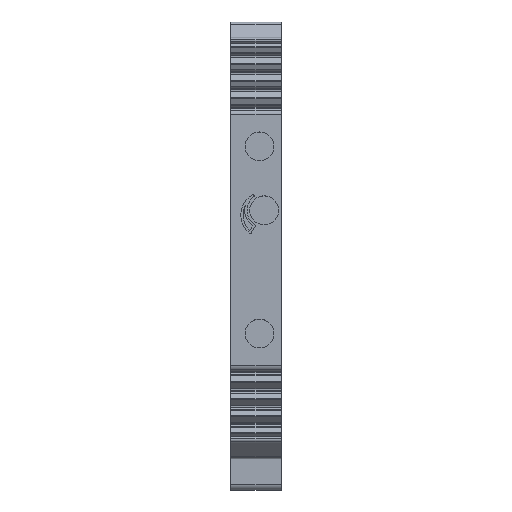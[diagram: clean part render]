
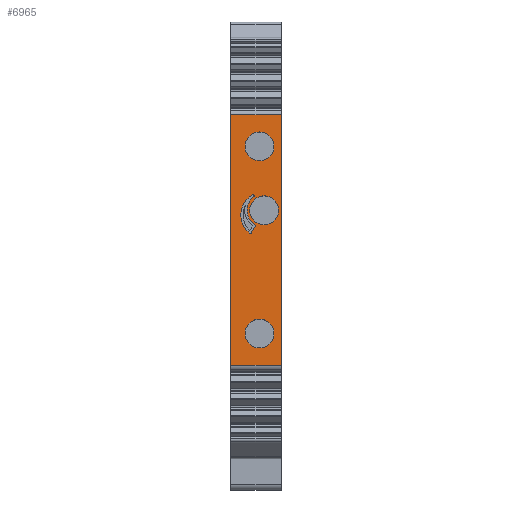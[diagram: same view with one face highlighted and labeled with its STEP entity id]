
A CAD part, top view. The second image highlights one B-rep face of the part: STEP entity #6965.
In plain terms, the highlighted planar face has unit normal (0, 0, 1).
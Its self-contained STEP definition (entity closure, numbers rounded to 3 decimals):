
#6848=AXIS2_PLACEMENT_3D('Plane Axis2P3D',#6845,#6846,#6847) ;
#6863=AXIS2_PLACEMENT_3D('Circle Axis2P3D',#6861,#6862,$) ;
#6872=AXIS2_PLACEMENT_3D('Circle Axis2P3D',#6870,#6871,$) ;
#6881=AXIS2_PLACEMENT_3D('Circle Axis2P3D',#6879,#6880,$) ;
#6890=AXIS2_PLACEMENT_3D('Circle Axis2P3D',#6888,#6889,$) ;
#6899=AXIS2_PLACEMENT_3D('Circle Axis2P3D',#6897,#6898,$) ;
#6908=AXIS2_PLACEMENT_3D('Circle Axis2P3D',#6906,#6907,$) ;
#6917=AXIS2_PLACEMENT_3D('Circle Axis2P3D',#6915,#6916,$) ;
#6926=AXIS2_PLACEMENT_3D('Circle Axis2P3D',#6924,#6925,$) ;
#6933=AXIS2_PLACEMENT_3D('Circle Axis2P3D',#6931,#6932,$) ;
#6940=AXIS2_PLACEMENT_3D('Circle Axis2P3D',#6938,#6939,$) ;
#6947=AXIS2_PLACEMENT_3D('Circle Axis2P3D',#6945,#6946,$) ;
#439=CARTESIAN_POINT('Vertex',(0.,15.953,46.25)) ;
#442=CARTESIAN_POINT('Line Origine',(0.,32.,46.25)) ;
#446=CARTESIAN_POINT('Vertex',(0.,48.047,46.25)) ;
#2737=CARTESIAN_POINT('Vertex',(6.5,48.047,46.25)) ;
#2740=CARTESIAN_POINT('Line Origine',(6.5,32.,46.25)) ;
#2744=CARTESIAN_POINT('Vertex',(6.5,15.953,46.25)) ;
#6833=CARTESIAN_POINT('Line Origine',(3.25,48.047,46.25)) ;
#6845=CARTESIAN_POINT('Axis2P3D Location',(6.5,15.953,46.25)) ;
#6850=CARTESIAN_POINT('Line Origine',(3.25,15.953,46.25)) ;
#6861=CARTESIAN_POINT('Axis2P3D Location',(3.7,44.,46.25)) ;
#6865=CARTESIAN_POINT('Vertex',(3.7,42.15,46.25)) ;
#6867=CARTESIAN_POINT('Vertex',(3.7,45.85,46.25)) ;
#6870=CARTESIAN_POINT('Axis2P3D Location',(3.7,44.,46.25)) ;
#6879=CARTESIAN_POINT('Axis2P3D Location',(4.3,35.8,46.25)) ;
#6883=CARTESIAN_POINT('Vertex',(4.3,33.95,46.25)) ;
#6885=CARTESIAN_POINT('Vertex',(4.3,37.65,46.25)) ;
#6888=CARTESIAN_POINT('Axis2P3D Location',(4.3,35.8,46.25)) ;
#6897=CARTESIAN_POINT('Axis2P3D Location',(3.7,20.,46.25)) ;
#6901=CARTESIAN_POINT('Vertex',(3.7,18.15,46.25)) ;
#6903=CARTESIAN_POINT('Vertex',(3.7,21.85,46.25)) ;
#6906=CARTESIAN_POINT('Axis2P3D Location',(3.7,20.,46.25)) ;
#6915=CARTESIAN_POINT('Axis2P3D Location',(2.503,32.988,46.25)) ;
#6919=CARTESIAN_POINT('Vertex',(2.409,32.871,46.25)) ;
#6921=CARTESIAN_POINT('Vertex',(2.633,32.913,46.25)) ;
#6924=CARTESIAN_POINT('Axis2P3D Location',(4.3,35.2,46.25)) ;
#6928=CARTESIAN_POINT('Vertex',(2.797,37.796,46.25)) ;
#6931=CARTESIAN_POINT('Axis2P3D Location',(2.872,37.667,46.25)) ;
#6935=CARTESIAN_POINT('Vertex',(2.964,37.548,46.25)) ;
#6938=CARTESIAN_POINT('Axis2P3D Location',(4.3,35.8,46.25)) ;
#6942=CARTESIAN_POINT('Vertex',(3.081,33.969,46.25)) ;
#6945=CARTESIAN_POINT('Axis2P3D Location',(2.997,33.844,46.25)) ;
#6949=CARTESIAN_POINT('Vertex',(3.127,33.769,46.25)) ;
#6952=CARTESIAN_POINT('Line Origine',(2.88,33.341,46.25)) ;
#443=DIRECTION('Vector Direction',(0.,1.,0.)) ;
#2741=DIRECTION('Vector Direction',(0.,1.,0.)) ;
#6834=DIRECTION('Vector Direction',(1.,0.,0.)) ;
#6846=DIRECTION('Axis2P3D Direction',(0.,0.,1.)) ;
#6847=DIRECTION('Axis2P3D XDirection',(0.,1.,0.)) ;
#6851=DIRECTION('Vector Direction',(-1.,0.,0.)) ;
#6862=DIRECTION('Axis2P3D Direction',(0.,0.,1.)) ;
#6871=DIRECTION('Axis2P3D Direction',(0.,0.,1.)) ;
#6880=DIRECTION('Axis2P3D Direction',(0.,0.,1.)) ;
#6889=DIRECTION('Axis2P3D Direction',(0.,0.,1.)) ;
#6898=DIRECTION('Axis2P3D Direction',(0.,0.,1.)) ;
#6907=DIRECTION('Axis2P3D Direction',(0.,0.,1.)) ;
#6916=DIRECTION('Axis2P3D Direction',(0.,0.,1.)) ;
#6925=DIRECTION('Axis2P3D Direction',(0.,0.,1.)) ;
#6932=DIRECTION('Axis2P3D Direction',(0.,0.,1.)) ;
#6939=DIRECTION('Axis2P3D Direction',(0.,0.,1.)) ;
#6946=DIRECTION('Axis2P3D Direction',(0.,0.,1.)) ;
#6953=DIRECTION('Vector Direction',(-0.5,-0.866,0.)) ;
#444=VECTOR('Line Direction',#443,1.) ;
#2742=VECTOR('Line Direction',#2741,1.) ;
#6835=VECTOR('Line Direction',#6834,1.) ;
#6852=VECTOR('Line Direction',#6851,1.) ;
#6954=VECTOR('Line Direction',#6953,1.) ;
#6856=ORIENTED_EDGE('',*,*,#448,.T.) ;
#6857=ORIENTED_EDGE('',*,*,#6854,.F.) ;
#6858=ORIENTED_EDGE('',*,*,#2746,.F.) ;
#6859=ORIENTED_EDGE('',*,*,#6837,.T.) ;
#6876=ORIENTED_EDGE('',*,*,#6869,.F.) ;
#6877=ORIENTED_EDGE('',*,*,#6874,.F.) ;
#6894=ORIENTED_EDGE('',*,*,#6887,.F.) ;
#6895=ORIENTED_EDGE('',*,*,#6892,.F.) ;
#6912=ORIENTED_EDGE('',*,*,#6905,.F.) ;
#6913=ORIENTED_EDGE('',*,*,#6910,.F.) ;
#6958=ORIENTED_EDGE('',*,*,#6923,.F.) ;
#6959=ORIENTED_EDGE('',*,*,#6930,.F.) ;
#6960=ORIENTED_EDGE('',*,*,#6937,.F.) ;
#6961=ORIENTED_EDGE('',*,*,#6944,.F.) ;
#6962=ORIENTED_EDGE('',*,*,#6951,.F.) ;
#6963=ORIENTED_EDGE('',*,*,#6956,.F.) ;
#6878=FACE_BOUND('',#6875,.T.) ;
#6896=FACE_BOUND('',#6893,.T.) ;
#6914=FACE_BOUND('',#6911,.T.) ;
#6964=FACE_BOUND('',#6957,.T.) ;
#6965=ADVANCED_FACE('KLTR',(#6860,#6878,#6896,#6914,#6964),#6849,.T.) ;
#6864=CIRCLE('generated circle',#6863,1.85) ;
#6873=CIRCLE('generated circle',#6872,1.85) ;
#6882=CIRCLE('generated circle',#6881,1.85) ;
#6891=CIRCLE('generated circle',#6890,1.85) ;
#6900=CIRCLE('generated circle',#6899,1.85) ;
#6909=CIRCLE('generated circle',#6908,1.85) ;
#6918=CIRCLE('generated circle',#6917,0.15) ;
#6927=CIRCLE('generated circle',#6926,3.) ;
#6934=CIRCLE('generated circle',#6933,0.15) ;
#6941=CIRCLE('generated circle',#6940,2.2) ;
#6948=CIRCLE('generated circle',#6947,0.15) ;
#448=EDGE_CURVE('',#447,#440,#445,.F.) ;
#2746=EDGE_CURVE('',#2738,#2745,#2743,.F.) ;
#6837=EDGE_CURVE('',#2738,#447,#6836,.F.) ;
#6854=EDGE_CURVE('',#2745,#440,#6853,.T.) ;
#6869=EDGE_CURVE('',#6866,#6868,#6864,.T.) ;
#6874=EDGE_CURVE('',#6868,#6866,#6873,.T.) ;
#6887=EDGE_CURVE('',#6884,#6886,#6882,.T.) ;
#6892=EDGE_CURVE('',#6886,#6884,#6891,.T.) ;
#6905=EDGE_CURVE('',#6902,#6904,#6900,.T.) ;
#6910=EDGE_CURVE('',#6904,#6902,#6909,.T.) ;
#6923=EDGE_CURVE('',#6920,#6922,#6918,.T.) ;
#6930=EDGE_CURVE('',#6929,#6920,#6927,.T.) ;
#6937=EDGE_CURVE('',#6936,#6929,#6934,.T.) ;
#6944=EDGE_CURVE('',#6943,#6936,#6941,.F.) ;
#6951=EDGE_CURVE('',#6950,#6943,#6948,.T.) ;
#6956=EDGE_CURVE('',#6922,#6950,#6955,.F.) ;
#6855=EDGE_LOOP('',(#6856,#6857,#6858,#6859)) ;
#6875=EDGE_LOOP('',(#6876,#6877)) ;
#6893=EDGE_LOOP('',(#6894,#6895)) ;
#6911=EDGE_LOOP('',(#6912,#6913)) ;
#6957=EDGE_LOOP('',(#6958,#6959,#6960,#6961,#6962,#6963)) ;
#6860=FACE_OUTER_BOUND('',#6855,.T.) ;
#445=LINE('Line',#442,#444) ;
#2743=LINE('Line',#2740,#2742) ;
#6836=LINE('Line',#6833,#6835) ;
#6853=LINE('Line',#6850,#6852) ;
#6955=LINE('Line',#6952,#6954) ;
#6849=PLANE('',#6848) ;
#440=VERTEX_POINT('',#439) ;
#447=VERTEX_POINT('',#446) ;
#2738=VERTEX_POINT('',#2737) ;
#2745=VERTEX_POINT('',#2744) ;
#6866=VERTEX_POINT('',#6865) ;
#6868=VERTEX_POINT('',#6867) ;
#6884=VERTEX_POINT('',#6883) ;
#6886=VERTEX_POINT('',#6885) ;
#6902=VERTEX_POINT('',#6901) ;
#6904=VERTEX_POINT('',#6903) ;
#6920=VERTEX_POINT('',#6919) ;
#6922=VERTEX_POINT('',#6921) ;
#6929=VERTEX_POINT('',#6928) ;
#6936=VERTEX_POINT('',#6935) ;
#6943=VERTEX_POINT('',#6942) ;
#6950=VERTEX_POINT('',#6949) ;
